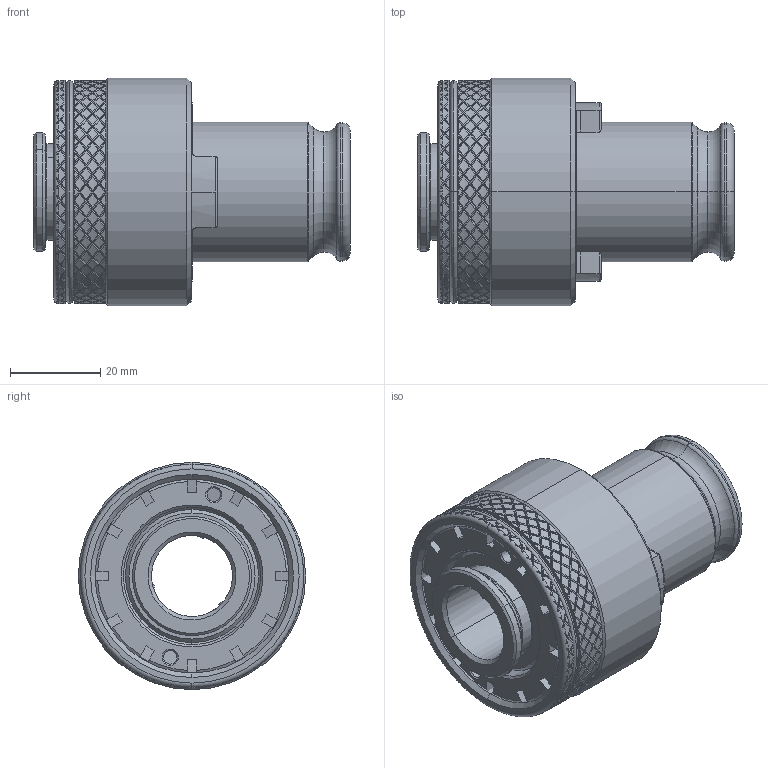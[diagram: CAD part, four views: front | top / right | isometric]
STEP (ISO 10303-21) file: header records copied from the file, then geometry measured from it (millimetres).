
FILE_DESCRIPTION (( 'STEP AP203' ), '1' );
FILE_NAME ('55-S.16.12.2218145.STEP', '2019-04-16T05:48:45', ( 'Acer' ), ( '' ), 'SwSTEP 2.0', 'SolidWorks 2018', '' );
FILE_SCHEMA (( 'CONFIG_CONTROL_DESIGN' ));
Length unit declared in the file: millimetre
Products named in the file (1): 55-S.16.12.2218145
Bounding box: 70.24 x 50.5 x 50.5 mm (x, y, z)
Surface area: 22814.2 mm2 (no closed solid volume)
Topology: 0 solids, 18 shells, 1700 faces, 4176 edges, 2426 vertices
Faces by surface type: bspline 1141, cylinder 407, plane 72, cone 43, torus 31, sphere 6
Entity records: 64137 total; most frequent: CARTESIAN_POINT 38711, ORIENTED_EDGE 7808, EDGE_CURVE 4159, VERTEX_POINT 2417, DIRECTION 2378, EDGE_LOOP 1715, ADVANCED_FACE 1700, FACE_OUTER_BOUND 1700
